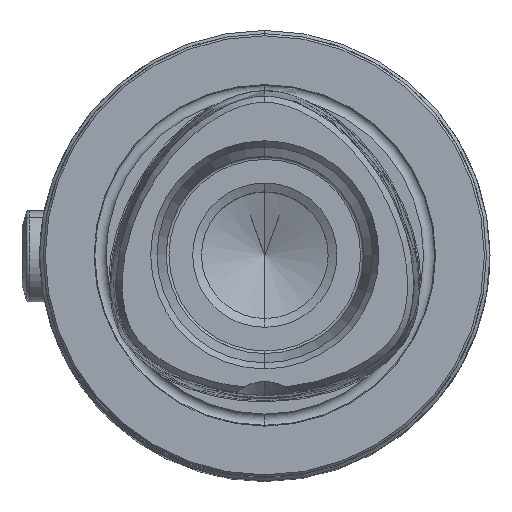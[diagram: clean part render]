
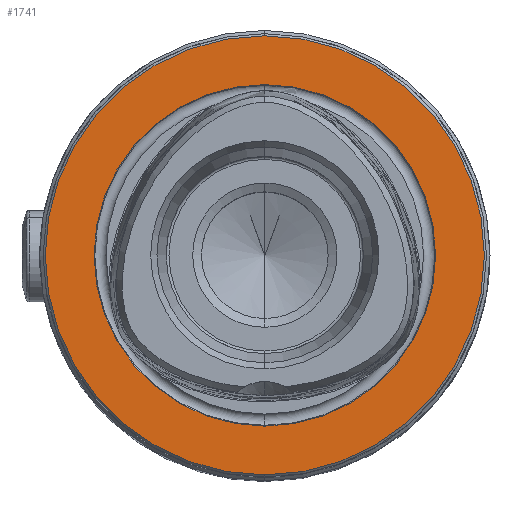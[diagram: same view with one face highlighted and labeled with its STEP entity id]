
A CAD part, top view. The second image highlights one B-rep face of the part: STEP entity #1741.
In plain terms, the highlighted planar face has unit normal (0, 0, 1).
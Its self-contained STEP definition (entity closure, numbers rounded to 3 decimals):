
#1105=VERTEX_POINT('NONE',#3253);
#1223=EDGE_CURVE('NONE',#1105,#2629,#3388,.T.);
#1741=ADVANCED_FACE('NONE',(#3976,#3977),#3978,.T.);
#1873=VERTEX_POINT('NONE',#4124);
#2081=EDGE_CURVE('NONE',#1873,#2877,#4358,.T.);
#2629=VERTEX_POINT('NONE',#4961);
#2877=VERTEX_POINT('NONE',#5231);
#2955=EDGE_CURVE('NONE',#2629,#1105,#5319,.F.);
#3049=EDGE_CURVE('NONE',#2877,#1873,#5423,.T.);
#3253=CARTESIAN_POINT('',(0.,24.264,0.));
#3388=CIRCLE('',#6364,24.264);
#3976=FACE_OUTER_BOUND('',#9111,.T.);
#3977=FACE_BOUND('',#9112,.T.);
#3978=PLANE('',#9113);
#4124=CARTESIAN_POINT('',(0.,31.2,0.));
#4358=CIRCLE('',#11060,31.2);
#4961=CARTESIAN_POINT('',(0.,-24.264,0.));
#5231=CARTESIAN_POINT('',(0.,-31.2,0.));
#5319=CIRCLE('',#14397,24.264);
#5423=CIRCLE('',#14572,31.2);
#6364=AXIS2_PLACEMENT_3D('',#15093,#15094,#15095);
#9111=EDGE_LOOP('',(#15845,#15846));
#9112=EDGE_LOOP('',(#15847,#15848));
#9113=AXIS2_PLACEMENT_3D('',#15849,#15850,#15851);
#11060=AXIS2_PLACEMENT_3D('',#16314,#16315,#16316);
#14397=AXIS2_PLACEMENT_3D('',#17329,#17330,#17331);
#14572=AXIS2_PLACEMENT_3D('',#17446,#17447,#17448);
#15093=CARTESIAN_POINT('',(0.,0.,0.));
#15094=DIRECTION('',(0.,0.,1.0));
#15095=DIRECTION('',(0.,1.0,0.));
#15845=ORIENTED_EDGE('',*,*,#3049,.F.);
#15846=ORIENTED_EDGE('',*,*,#2081,.F.);
#15847=ORIENTED_EDGE('',*,*,#1223,.F.);
#15848=ORIENTED_EDGE('',*,*,#2955,.F.);
#15849=CARTESIAN_POINT('',(-33.0,0.,0.));
#15850=DIRECTION('',(0.,0.,1.0));
#15851=DIRECTION('',(-1.0,0.0,0.));
#16314=CARTESIAN_POINT('',(0.,0.,0.));
#16315=DIRECTION('',(0.,0.,-1.0));
#16316=DIRECTION('',(0.,-1.0,0.));
#17329=CARTESIAN_POINT('',(0.,0.,0.));
#17330=DIRECTION('',(0.,0.,-1.0));
#17331=DIRECTION('',(0.,1.0,0.));
#17446=CARTESIAN_POINT('',(0.,0.,0.));
#17447=DIRECTION('',(0.,0.,-1.0));
#17448=DIRECTION('',(0.,-1.0,0.));
